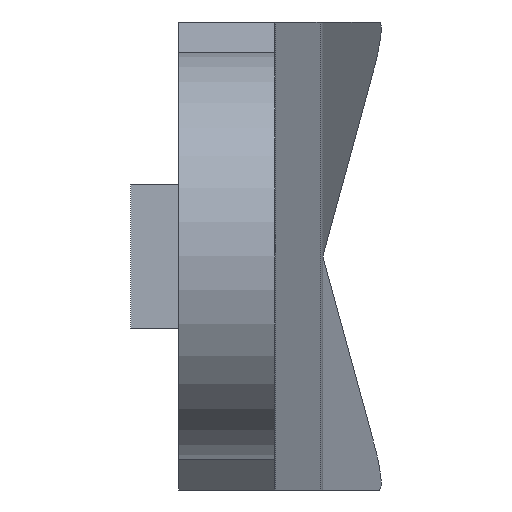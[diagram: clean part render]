
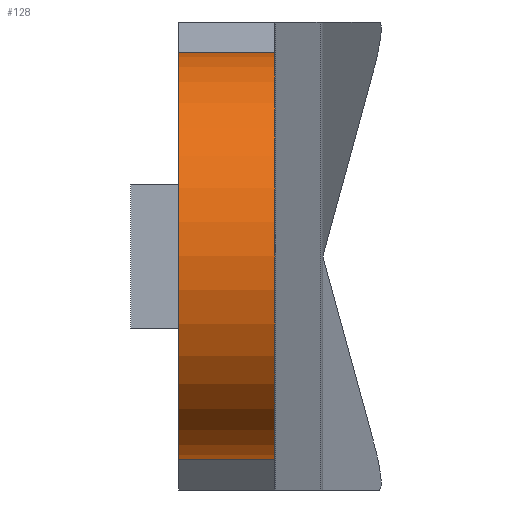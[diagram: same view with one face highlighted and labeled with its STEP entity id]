
A CAD part, left-side view. The second image highlights one B-rep face of the part: STEP entity #128.
In plain terms, the highlighted cylindrical face has radius 8.5 mm (diameter 17 mm), a partial arc.
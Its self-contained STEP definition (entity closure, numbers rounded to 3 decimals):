
#128 = ADVANCED_FACE( '', ( #265 ), #266, .T. );
#265 = FACE_OUTER_BOUND( '', #406, .T. );
#266 = CYLINDRICAL_SURFACE( '', #407, 8.5 );
#406 = EDGE_LOOP( '', ( #679, #680, #681, #682 ) );
#407 = AXIS2_PLACEMENT_3D( '', #683, #684, #685 );
#679 = ORIENTED_EDGE( '', *, *, #924, .T. );
#680 = ORIENTED_EDGE( '', *, *, #888, .F. );
#681 = ORIENTED_EDGE( '', *, *, #971, .F. );
#682 = ORIENTED_EDGE( '', *, *, #932, .F. );
#683 = CARTESIAN_POINT( '', ( 0., 22., 0. ) );
#684 = DIRECTION( '', ( 0., 1., 0. ) );
#685 = DIRECTION( '', ( 0., 0., -1. ) );
#888 = EDGE_CURVE( '', #1064, #1066, #1067, .F. );
#924 = EDGE_CURVE( '', #1124, #1066, #1128, .T. );
#932 = EDGE_CURVE( '', #1124, #1140, #1141, .F. );
#971 = EDGE_CURVE( '', #1140, #1064, #1194, .T. );
#1064 = VERTEX_POINT( '', #1311 );
#1066 = VERTEX_POINT( '', #1313 );
#1067 = CIRCLE( '', #1314, 8.5 );
#1124 = VERTEX_POINT( '', #1391 );
#1128 = LINE( '', #1396, #1397 );
#1140 = VERTEX_POINT( '', #1415 );
#1141 = CIRCLE( '', #1416, 8.5 );
#1194 = LINE( '', #1490, #1491 );
#1311 = CARTESIAN_POINT( '', ( 3.837, 0., 7.585 ) );
#1313 = CARTESIAN_POINT( '', ( 3.837, 0., -7.585 ) );
#1314 = AXIS2_PLACEMENT_3D( '', #1581, #1582, #1583 );
#1391 = CARTESIAN_POINT( '', ( 3.837, 4., -7.585 ) );
#1396 = CARTESIAN_POINT( '', ( 3.837, 22., -7.585 ) );
#1397 = VECTOR( '', #1632, 1000. );
#1415 = CARTESIAN_POINT( '', ( 3.837, 4., 7.585 ) );
#1416 = AXIS2_PLACEMENT_3D( '', #1639, #1640, #1641 );
#1490 = CARTESIAN_POINT( '', ( 3.837, 22., 7.585 ) );
#1491 = VECTOR( '', #1681, 1000. );
#1581 = CARTESIAN_POINT( '', ( 0., 0., 0. ) );
#1582 = DIRECTION( '', ( 0., 1., 0. ) );
#1583 = DIRECTION( '', ( 0., 0., 1. ) );
#1632 = DIRECTION( '', ( 0., -1., 0. ) );
#1639 = CARTESIAN_POINT( '', ( 0., 4., 0. ) );
#1640 = DIRECTION( '', ( 0., -1., 0. ) );
#1641 = DIRECTION( '', ( 0., 0., -1. ) );
#1681 = DIRECTION( '', ( 0., -1., 0. ) );
